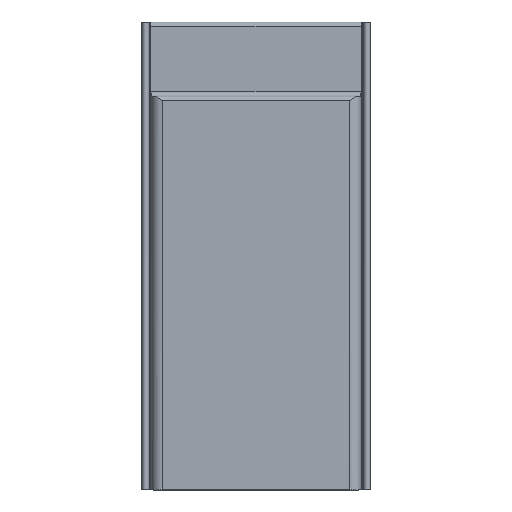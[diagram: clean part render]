
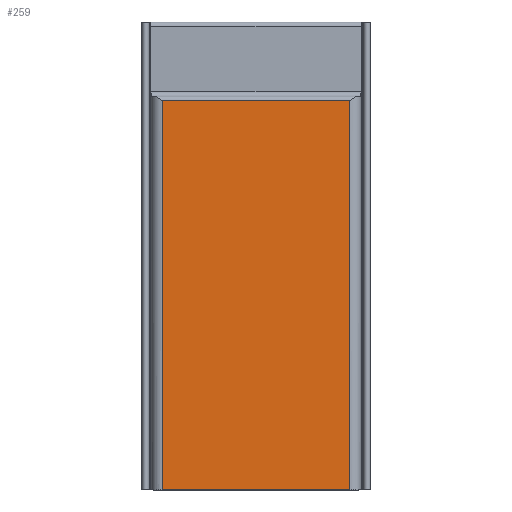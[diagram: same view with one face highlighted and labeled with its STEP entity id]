
A CAD part, top view. The second image highlights one B-rep face of the part: STEP entity #259.
In plain terms, the highlighted planar face has unit normal (0, 0, 1).
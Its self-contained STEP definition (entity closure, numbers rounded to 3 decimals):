
#19 = ORIENTED_EDGE ( 'NONE', *, *, #509, .T. ) ;
#20 = DIRECTION ( 'NONE',  ( 0., 0., -1. ) ) ;
#44 = EDGE_CURVE ( 'NONE', #521, #94, #418, .T. ) ;
#75 = EDGE_CURVE ( 'NONE', #659, #567, #505, .T. ) ;
#77 = VECTOR ( 'NONE', #289, 1000. ) ;
#94 = VERTEX_POINT ( 'NONE', #715 ) ;
#96 = CARTESIAN_POINT ( 'NONE',  ( -8.2, 20.5, 3. ) ) ;
#119 = AXIS2_PLACEMENT_3D ( 'NONE', #96, #20, #376 ) ;
#130 = LINE ( 'NONE', #336, #169 ) ;
#152 = DIRECTION ( 'NONE',  ( 0., -1., 0. ) ) ;
#159 = CARTESIAN_POINT ( 'NONE',  ( -8.2, -20.5, 3. ) ) ;
#169 = VECTOR ( 'NONE', #407, 1000. ) ;
#205 = CARTESIAN_POINT ( 'NONE',  ( -8.2, 13.6, 3. ) ) ;
#259 = ADVANCED_FACE ( 'NONE', ( #448 ), #441, .F. ) ;
#284 = CARTESIAN_POINT ( 'NONE',  ( 8.2, 20.5, 3. ) ) ;
#289 = DIRECTION ( 'NONE',  ( 1., 0., 0. ) ) ;
#336 = CARTESIAN_POINT ( 'NONE',  ( 10.001, 13.6, 3. ) ) ;
#343 = EDGE_LOOP ( 'NONE', ( #544, #19, #346, #839 ) ) ;
#346 = ORIENTED_EDGE ( 'NONE', *, *, #75, .T. ) ;
#376 = DIRECTION ( 'NONE',  ( -1., 0., 0. ) ) ;
#407 = DIRECTION ( 'NONE',  ( -1., 0., 0. ) ) ;
#410 = VECTOR ( 'NONE', #152, 1000. ) ;
#414 = CARTESIAN_POINT ( 'NONE',  ( 8.2, 13.6, 3. ) ) ;
#418 = LINE ( 'NONE', #284, #410 ) ;
#426 = DIRECTION ( 'NONE',  ( 0., -1., 0. ) ) ;
#441 = PLANE ( 'NONE',  #119 ) ;
#448 = FACE_OUTER_BOUND ( 'NONE', #343, .T. ) ;
#505 = LINE ( 'NONE', #512, #610 ) ;
#509 = EDGE_CURVE ( 'NONE', #521, #659, #130, .T. ) ;
#512 = CARTESIAN_POINT ( 'NONE',  ( -8.2, 20.5, 3. ) ) ;
#521 = VERTEX_POINT ( 'NONE', #414 ) ;
#544 = ORIENTED_EDGE ( 'NONE', *, *, #44, .F. ) ;
#562 = LINE ( 'NONE', #159, #77 ) ;
#567 = VERTEX_POINT ( 'NONE', #710 ) ;
#610 = VECTOR ( 'NONE', #426, 1000. ) ;
#659 = VERTEX_POINT ( 'NONE', #205 ) ;
#710 = CARTESIAN_POINT ( 'NONE',  ( -8.2, -20.5, 3. ) ) ;
#715 = CARTESIAN_POINT ( 'NONE',  ( 8.2, -20.5, 3. ) ) ;
#746 = EDGE_CURVE ( 'NONE', #567, #94, #562, .T. ) ;
#839 = ORIENTED_EDGE ( 'NONE', *, *, #746, .T. ) ;
